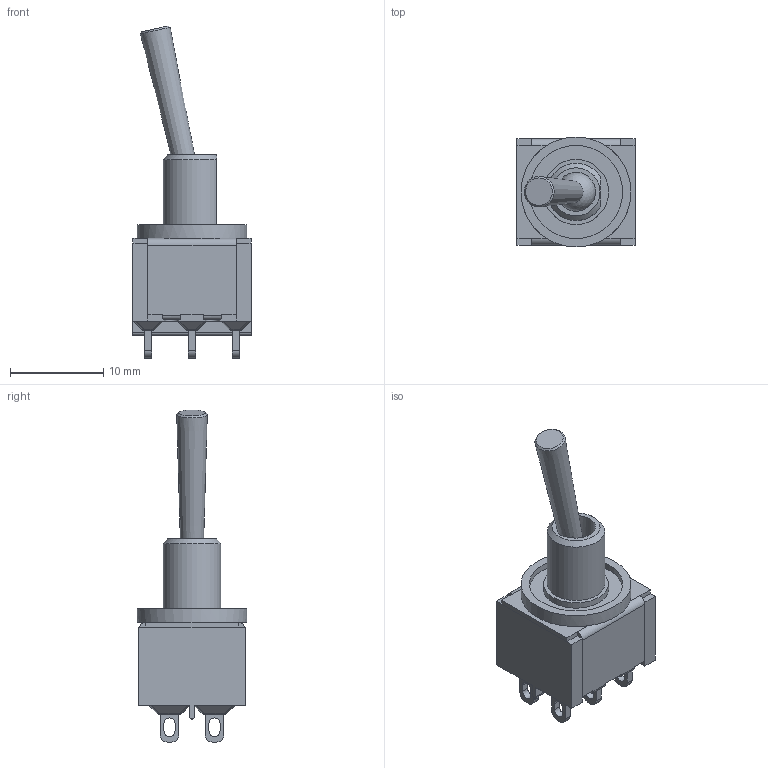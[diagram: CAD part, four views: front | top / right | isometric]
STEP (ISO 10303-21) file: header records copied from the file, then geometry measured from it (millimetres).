
FILE_DESCRIPTION(/* description */ (''),/* implementation_level */ '2;1');
FILE_NAME(/* name */ '100DPxT3B9M1xE.stp',/* time_stamp */ '2026-01-16T16:49:18-06:00',/* author */ ('jmeyers'),/* organization */ (''),/* preprocessor_version */ 'ST-DEVELOPER v18.1',/* originating_system */ 'Autodesk Inventor 2022',/* authorisation */ '');
FILE_SCHEMA (('AUTOMOTIVE_DESIGN { 1 0 10303 214 3 1 1 }'));
Length unit declared in the file: inch
Products named in the file (1): Part127
Bounding box: 12.7 x 11.81 x 35.66 mm (x, y, z)
Volume: 1090.8 mm3; surface area: 2047.3 mm2
Topology: 1 solids, 2 shells, 377 faces, 982 edges, 601 vertices
Faces by surface type: plane 261, cylinder 88, sphere 25, cone 3
Full cylindrical faces by diameter (mm): 4.2 x1, 7.01 x1, 10.01 x1, 11.81 x1
Entity records: 11360 total; most frequent: CARTESIAN_POINT 2069, DIRECTION 1917, ORIENTED_EDGE 1914, EDGE_CURVE 957, LINE 737, VECTOR 737, VERTEX_POINT 601, AXIS2_PLACEMENT_3D 590
